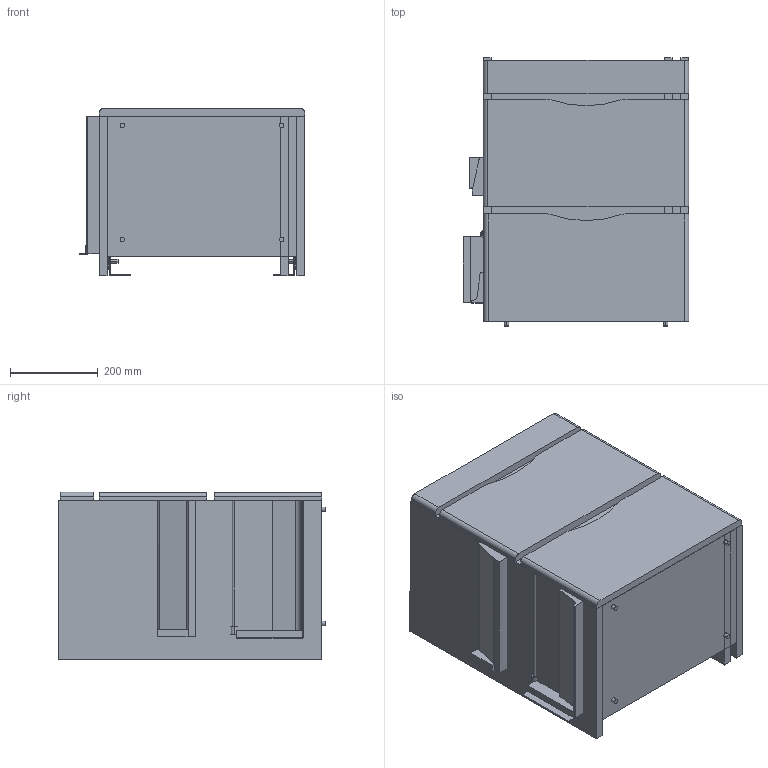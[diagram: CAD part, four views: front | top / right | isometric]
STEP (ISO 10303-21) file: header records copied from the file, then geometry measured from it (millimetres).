
FILE_DESCRIPTION (( 'STEP AP214' ), '1' );
FILE_NAME ('700120 & 700520 & 700920_v10211.STEP', '2021-02-11T14:35:12', ( '' ), ( '' ), 'SwSTEP 2.0', 'SolidWorks 2019', '' );
FILE_SCHEMA (( 'AUTOMOTIVE_DESIGN' ));
Length unit declared in the file: millimetre
Products named in the file (21): 700120 & 700520 & 700920_v10211; Bottom Drawer Assembly_v10918_700110; Brack p1_v10819; Drawer Bottom v10918_700110; Front Panels_v10918_700110; Top Drawer plastic insert; Wooden Bracket_v10918_700110; top drawer back_v11118_700120; Base Panel_v10918_700110; 360 Top drawer rail R; Top Drawer ASM_v11118_700120; Drawer side L v10918_700110; Drawer Front_v10918_700110; Back Board Drawer_v10918_700110; Feet_v10918; Left side panel_v10918_700110; 360 Top drawer rail L; top drawer base_v11118_700120; Drawer side R v10918_700110; Bracket p2_v10819; Right side panel_v10918_700110
Assembly tree (28 placements, depth 3):
  700120 & 700520 & 700920_v10211
    Base Panel_v10918_700110
    Left side panel_v10918_700110
    Right side panel_v10918_700110
    Wooden Bracket_v10918_700110  x2
    Front Panels_v10918_700110
    Bottom Drawer Assembly_v10918_700110
      Drawer Bottom v10918_700110
      Drawer side L v10918_700110
      Drawer side R v10918_700110
      Drawer Front_v10918_700110
      Back Board Drawer_v10918_700110
    Brack p1_v10819  x2
    Bracket p2_v10819  x2
    Feet_v10918  x4
    Top Drawer ASM_v11118_700120
      top drawer base_v11118_700120
      top drawer back_v11118_700120  x2
      Top Drawer plastic insert
      360 Top drawer rail L
      360 Top drawer rail R
      Drawer Front_v10918_700110
Bounding box: 513.9 x 609.5 x 380.5 mm (x, y, z)
Volume: 27722667.2 mm3; surface area: 3731876.7 mm2
Topology: 29 solids, 29 shells, 546 faces, 1290 edges, 857 vertices
Faces by surface type: plane 338, cylinder 207, torus 1
Entity records: 13507 total; most frequent: DIRECTION 2292, CARTESIAN_POINT 2191, ORIENTED_EDGE 2040, EDGE_CURVE 1020, AXIS2_PLACEMENT_3D 806, VECTOR 680, LINE 680, VERTEX_POINT 677
